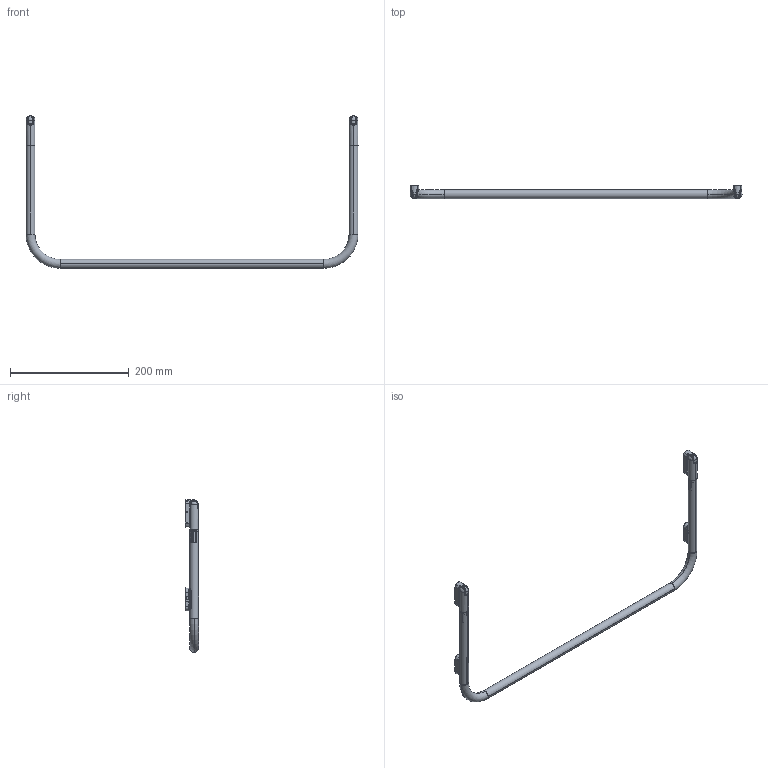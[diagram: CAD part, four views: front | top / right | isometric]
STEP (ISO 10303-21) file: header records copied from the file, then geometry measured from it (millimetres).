
FILE_DESCRIPTION(('Creo Elements/Direct Modeling STEP Export'),'2;1');
FILE_NAME('2647-559.stp','2024-07-19T11:53:31',(''),(''),'Creo Elements/Direct Modeling STEP processor for AP214 (Solid Model)','Creo Elements/Direct Modeling 20.0 12-Nov-2016 (C) Parametric Technology GmbH','');
FILE_SCHEMA(('AUTOMOTIVE_DESIGN { 1 0 10303 214 1 1 1 1 }'));
Length unit declared in the file: millimetre
Products named in the file (7): Halter; Magnet; DIV-12330.1; KU-12328; FE-12327; KU-12329.1; DIV-12326
Assembly tree (9 placements, depth 3):
  DIV-12326
    KU-12328  x2
    KU-12329.1  x2
    DIV-12330.1  x2
      Magnet
      Halter
    FE-12327
Bounding box: 559 x 22 x 256.97 mm (x, y, z)
Volume: 63631 mm3; surface area: 102894 mm2
Topology: 9 solids, 9 shells, 906 faces, 2462 edges, 1562 vertices
Faces by surface type: bspline 280, plane 270, cylinder 178, cone 130, torus 44, sphere 4
Entity records: 30809 total; most frequent: CARTESIAN_POINT 20463, ORIENTED_EDGE 2544, DIRECTION 1520, EDGE_CURVE 1272, VERTEX_POINT 810, AXIS2_PLACEMENT_3D 561, EDGE_LOOP 484, FACE_OUTER_BOUND 468
